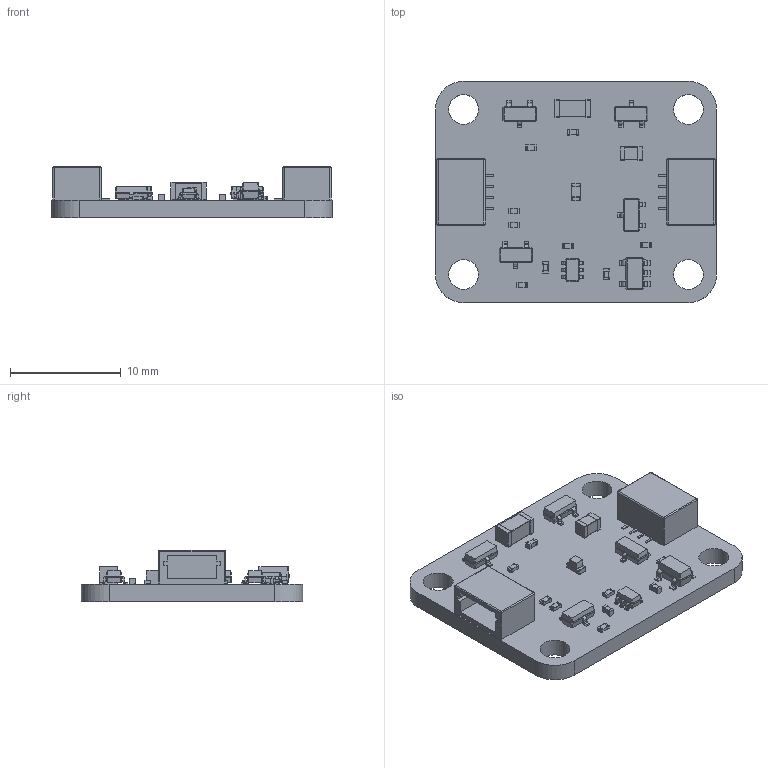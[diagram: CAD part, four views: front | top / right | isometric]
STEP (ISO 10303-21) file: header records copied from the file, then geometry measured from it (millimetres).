
FILE_DESCRIPTION(('FreeCAD Model'),'2;1');
FILE_NAME('Open CASCADE Shape Model','2021-11-21T17:21:50',('Author'),( ''),'Open CASCADE STEP processor 7.4','FreeCAD','Unknown');
FILE_SCHEMA(('AUTOMOTIVE_DESIGN { 1 0 10303 214 1 1 1 1 }'));
Length unit declared in the file: millimetre
Products named in the file (16): i2c_led; Board_Geoms_5c36; Local_CS_5c36; Pcb_5c36; PCB_Sketch_5c36; Step_Models_5c36; Top_5c36; J1_Fillet_6187290.0; C4_C_0805_2012Metric_618729BF; D1_LED_0603_1608Metric_618729D2; L1_L_1206_3216Metric_61872A01; Q1_SOT_23_61872A16; U1_SOT_363_SC_70_6_61872ABC; U3_SOT_23_5_61872AE6; C1_C_0402_1005Metric_618817EE; R1_R_0402_1005Metric_61881B41
Assembly tree (26 placements, depth 4):
  i2c_led
    Board_Geoms_5c36
      Local_CS_5c36
      Pcb_5c36
      PCB_Sketch_5c36
    Step_Models_5c36
      Top_5c36
        J1_Fillet_6187290.0  x2
        C4_C_0805_2012Metric_618729BF
        D1_LED_0603_1608Metric_618729D2
        L1_L_1206_3216Metric_61872A01
        Q1_SOT_23_61872A16  x4
        U1_SOT_363_SC_70_6_61872ABC
        U3_SOT_23_5_61872AE6
        C1_C_0402_1005Metric_618817EE  x3
        R1_R_0402_1005Metric_61881B41  x6
Bounding box: 25.4 x 20 x 4.65 mm (x, y, z)
Volume: 894.3 mm3; surface area: 1677.9 mm2
Topology: 21 solids, 21 shells, 1001 faces, 2510 edges, 1564 vertices
Faces by surface type: plane 594, cylinder 232, bspline 167, sphere 8
Full cylindrical faces by diameter (mm): 2.7 x4
Entity records: 19265 total; most frequent: CARTESIAN_POINT 3101, ORIENTED_EDGE 2668, DIRECTION 2444, EDGE_CURVE 1334, LINE 994, VECTOR 994, VERTEX_POINT 830, AXIS2_PLACEMENT_3D 725
